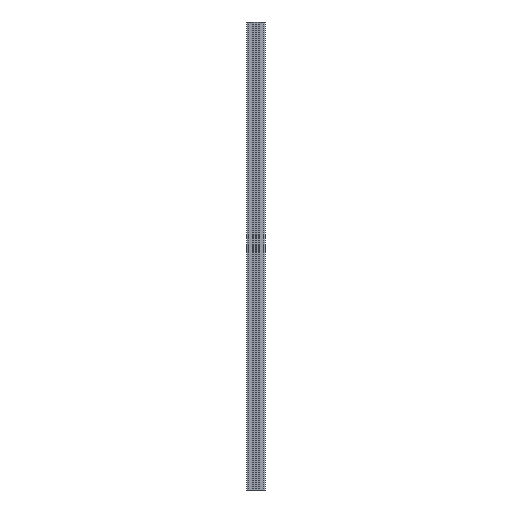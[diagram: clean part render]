
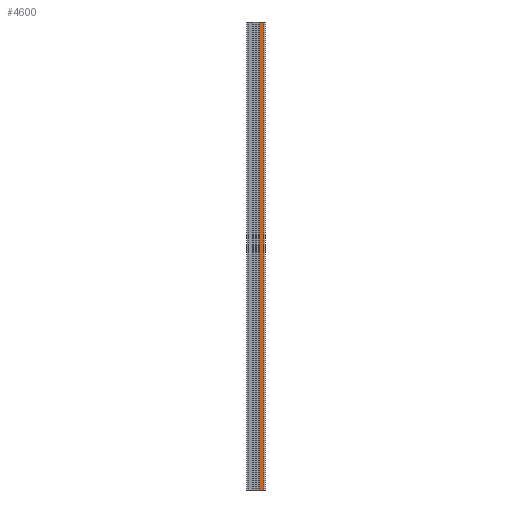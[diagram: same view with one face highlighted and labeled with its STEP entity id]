
A CAD part, front view. The second image highlights one B-rep face of the part: STEP entity #4600.
In plain terms, the highlighted planar face has unit normal (0, -1, 0).
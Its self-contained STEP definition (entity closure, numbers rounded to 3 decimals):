
#304=FACE_OUTER_BOUND('',#543,.T.);
#543=EDGE_LOOP('',(#3799,#3800,#3801,#3802));
#658=LINE('',#6724,#1114);
#968=LINE('',#7677,#1424);
#969=LINE('',#7680,#1425);
#970=LINE('',#7681,#1426);
#1114=VECTOR('',#5283,10.);
#1424=VECTOR('',#6243,10.);
#1425=VECTOR('',#6246,10.);
#1426=VECTOR('',#6247,10.);
#1846=VERTEX_POINT('',#6721);
#1847=VERTEX_POINT('',#6723);
#2165=VERTEX_POINT('',#7675);
#2166=VERTEX_POINT('',#7679);
#2310=EDGE_CURVE('',#1846,#1847,#658,.T.);
#2787=EDGE_CURVE('',#1846,#2165,#968,.T.);
#2788=EDGE_CURVE('',#2166,#2165,#969,.T.);
#2789=EDGE_CURVE('',#1847,#2166,#970,.T.);
#3799=ORIENTED_EDGE('',*,*,#2787,.T.);
#3800=ORIENTED_EDGE('',*,*,#2788,.F.);
#3801=ORIENTED_EDGE('',*,*,#2789,.F.);
#3802=ORIENTED_EDGE('',*,*,#2310,.F.);
#4403=PLANE('',#5060);
#4600=ADVANCED_FACE('',(#304),#4403,.T.);
#5060=AXIS2_PLACEMENT_3D('',#7678,#6244,#6245);
#5283=DIRECTION('',(-1.,0.,0.));
#6243=DIRECTION('',(0.,0.,1.));
#6244=DIRECTION('center_axis',(0.,-1.,0.));
#6245=DIRECTION('ref_axis',(1.,0.,0.));
#6246=DIRECTION('',(1.,0.,0.));
#6247=DIRECTION('',(0.,0.,1.));
#6721=CARTESIAN_POINT('',(17.,-20.,-500.));
#6723=CARTESIAN_POINT('',(6.65,-20.,-500.));
#6724=CARTESIAN_POINT('',(6.65,-20.,-500.));
#7675=CARTESIAN_POINT('',(17.,-20.,500.));
#7677=CARTESIAN_POINT('',(17.,-20.,0.));
#7678=CARTESIAN_POINT('Origin',(6.65,-20.,0.));
#7679=CARTESIAN_POINT('',(6.65,-20.,500.));
#7680=CARTESIAN_POINT('',(6.65,-20.,500.));
#7681=CARTESIAN_POINT('',(6.65,-20.,0.));
